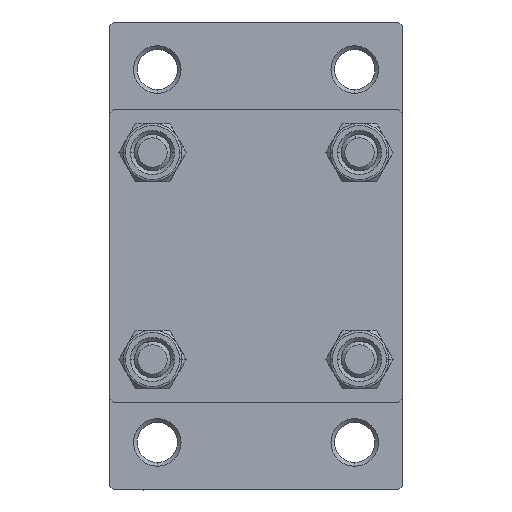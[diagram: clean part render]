
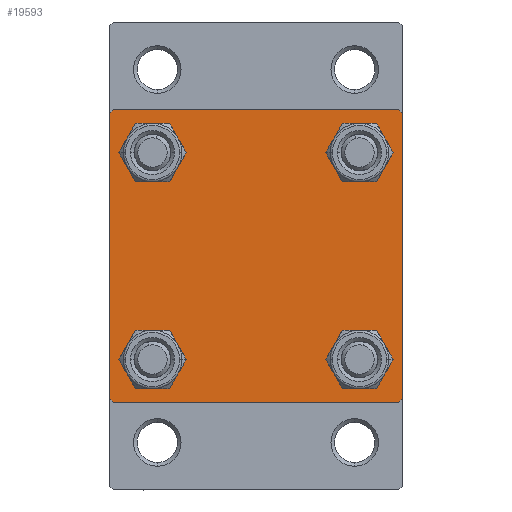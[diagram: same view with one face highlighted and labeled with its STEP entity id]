
A CAD part, left-side view. The second image highlights one B-rep face of the part: STEP entity #19593.
In plain terms, the highlighted planar face has unit normal (-1, 0, 0).
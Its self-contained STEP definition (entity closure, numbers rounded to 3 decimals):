
#964 = CIRCLE ( 'NONE', #4095, 3. ) ;
#1053 = ORIENTED_EDGE ( 'NONE', *, *, #10674, .T. ) ;
#1172 = ORIENTED_EDGE ( 'NONE', *, *, #42072, .T. ) ;
#1257 = AXIS2_PLACEMENT_3D ( 'NONE', #23707, #19069, #23477 ) ;
#1714 = VERTEX_POINT ( 'NONE', #9900 ) ;
#1937 = CARTESIAN_POINT ( 'NONE',  ( 0., 19.5, -20. ) ) ;
#2113 = DIRECTION ( 'NONE',  ( -1., 0., 0. ) ) ;
#2134 = EDGE_CURVE ( 'NONE', #22054, #26276, #34672, .T. ) ;
#2202 = CARTESIAN_POINT ( 'NONE',  ( 0., 14.15, 14.15 ) ) ;
#2397 = LINE ( 'NONE', #5851, #6892 ) ;
#2791 = CARTESIAN_POINT ( 'NONE',  ( 0., 14.15, -14.15 ) ) ;
#2885 = LINE ( 'NONE', #36146, #38938 ) ;
#3694 = CARTESIAN_POINT ( 'NONE',  ( 0., -14.15, 17.15 ) ) ;
#3696 = CIRCLE ( 'NONE', #22558, 3. ) ;
#3835 = DIRECTION ( 'NONE',  ( 1., 0., 0. ) ) ;
#4095 = AXIS2_PLACEMENT_3D ( 'NONE', #5451, #4963, #46120 ) ;
#4429 = CIRCLE ( 'NONE', #29638, 3. ) ;
#4512 = ORIENTED_EDGE ( 'NONE', *, *, #47811, .T. ) ;
#4604 = DIRECTION ( 'NONE',  ( 1., 0., 0. ) ) ;
#4897 = VERTEX_POINT ( 'NONE', #35859 ) ;
#4963 = DIRECTION ( 'NONE',  ( 1., 0., 0. ) ) ;
#5034 = ORIENTED_EDGE ( 'NONE', *, *, #41740, .T. ) ;
#5188 = EDGE_CURVE ( 'NONE', #45388, #1714, #23261, .T. ) ;
#5451 = CARTESIAN_POINT ( 'NONE',  ( 0., -14.15, 14.15 ) ) ;
#5457 = EDGE_CURVE ( 'NONE', #40504, #10085, #39039, .T. ) ;
#5851 = CARTESIAN_POINT ( 'NONE',  ( 0., 20., -20. ) ) ;
#5978 = VECTOR ( 'NONE', #27285, 1000. ) ;
#6055 = FACE_BOUND ( 'NONE', #17093, .T. ) ;
#6892 = VECTOR ( 'NONE', #31956, 1000. ) ;
#7779 = DIRECTION ( 'NONE',  ( 0., 0., 1. ) ) ;
#7786 = DIRECTION ( 'NONE',  ( 0., 0.707, -0.707 ) ) ;
#7806 = EDGE_CURVE ( 'NONE', #4897, #26276, #20644, .T. ) ;
#8137 = CARTESIAN_POINT ( 'NONE',  ( 0., 14.15, -11.15 ) ) ;
#8499 = CARTESIAN_POINT ( 'NONE',  ( 0., -14.15, -14.15 ) ) ;
#8787 = EDGE_CURVE ( 'NONE', #14125, #33520, #11399, .T. ) ;
#9026 = FACE_BOUND ( 'NONE', #35348, .T. ) ;
#9293 = VERTEX_POINT ( 'NONE', #45231 ) ;
#9900 = CARTESIAN_POINT ( 'NONE',  ( 0., 14.15, 17.15 ) ) ;
#10085 = VERTEX_POINT ( 'NONE', #8137 ) ;
#10674 = EDGE_CURVE ( 'NONE', #15116, #39459, #38079, .T. ) ;
#10929 = DIRECTION ( 'NONE',  ( 0., -0.707, -0.707 ) ) ;
#11064 = EDGE_LOOP ( 'NONE', ( #27815, #25299, #11251, #21016, #19070, #4512, #42021, #1053 ) ) ;
#11251 = ORIENTED_EDGE ( 'NONE', *, *, #29431, .T. ) ;
#11399 = LINE ( 'NONE', #33325, #14738 ) ;
#12348 = VECTOR ( 'NONE', #21376, 1000. ) ;
#12715 = DIRECTION ( 'NONE',  ( 0., 0., 1. ) ) ;
#14125 = VERTEX_POINT ( 'NONE', #43150 ) ;
#14447 = LINE ( 'NONE', #29473, #25093 ) ;
#14738 = VECTOR ( 'NONE', #10929, 1000. ) ;
#15116 = VERTEX_POINT ( 'NONE', #43943 ) ;
#15339 = VERTEX_POINT ( 'NONE', #25322 ) ;
#15391 = AXIS2_PLACEMENT_3D ( 'NONE', #2791, #32351, #36800 ) ;
#15974 = DIRECTION ( 'NONE',  ( 0., 0., 1. ) ) ;
#17093 = EDGE_LOOP ( 'NONE', ( #45548, #28204 ) ) ;
#17135 = CARTESIAN_POINT ( 'NONE',  ( 0., 0., 0. ) ) ;
#17840 = AXIS2_PLACEMENT_3D ( 'NONE', #8499, #39514, #31126 ) ;
#18084 = ORIENTED_EDGE ( 'NONE', *, *, #46835, .T. ) ;
#18558 = EDGE_CURVE ( 'NONE', #15116, #22304, #31486, .T. ) ;
#18959 = DIRECTION ( 'NONE',  ( 1., 0., 0. ) ) ;
#19069 = DIRECTION ( 'NONE',  ( 1., 0., 0. ) ) ;
#19070 = ORIENTED_EDGE ( 'NONE', *, *, #2134, .F. ) ;
#19121 = CARTESIAN_POINT ( 'NONE',  ( 0., -20., -19.5 ) ) ;
#19130 = EDGE_LOOP ( 'NONE', ( #22484, #5034 ) ) ;
#19593 = ADVANCED_FACE ( 'NONE', ( #43024, #35601, #6055, #9026, #43748 ), #35366, .T. ) ;
#20142 = CARTESIAN_POINT ( 'NONE',  ( 0., 20., 20. ) ) ;
#20173 = EDGE_CURVE ( 'NONE', #31267, #9293, #964, .T. ) ;
#20394 = DIRECTION ( 'NONE',  ( 0., -1., 0. ) ) ;
#20566 = VECTOR ( 'NONE', #20394, 1000. ) ;
#20644 = LINE ( 'NONE', #35671, #12348 ) ;
#20932 = CARTESIAN_POINT ( 'NONE',  ( 0., 14.15, -17.15 ) ) ;
#21016 = ORIENTED_EDGE ( 'NONE', *, *, #7806, .T. ) ;
#21376 = DIRECTION ( 'NONE',  ( 0., -0.707, 0.707 ) ) ;
#22054 = VERTEX_POINT ( 'NONE', #38288 ) ;
#22304 = VERTEX_POINT ( 'NONE', #33298 ) ;
#22484 = ORIENTED_EDGE ( 'NONE', *, *, #20173, .T. ) ;
#22558 = AXIS2_PLACEMENT_3D ( 'NONE', #29980, #4604, #41328 ) ;
#23261 = CIRCLE ( 'NONE', #42946, 3. ) ;
#23477 = DIRECTION ( 'NONE',  ( 0., 0., 1. ) ) ;
#23707 = CARTESIAN_POINT ( 'NONE',  ( 0., 14.15, -14.15 ) ) ;
#25064 = AXIS2_PLACEMENT_3D ( 'NONE', #2202, #39169, #32484 ) ;
#25093 = VECTOR ( 'NONE', #25526, 1000. ) ;
#25299 = ORIENTED_EDGE ( 'NONE', *, *, #8787, .T. ) ;
#25322 = CARTESIAN_POINT ( 'NONE',  ( 0., -14.15, -17.15 ) ) ;
#25526 = DIRECTION ( 'NONE',  ( 0., 0.707, 0.707 ) ) ;
#26198 = EDGE_CURVE ( 'NONE', #39459, #14125, #2885, .T. ) ;
#26276 = VERTEX_POINT ( 'NONE', #19121 ) ;
#26495 = ORIENTED_EDGE ( 'NONE', *, *, #27571, .T. ) ;
#27285 = DIRECTION ( 'NONE',  ( 0., 0., -1. ) ) ;
#27571 = EDGE_CURVE ( 'NONE', #15339, #36163, #32772, .T. ) ;
#27815 = ORIENTED_EDGE ( 'NONE', *, *, #26198, .T. ) ;
#28204 = ORIENTED_EDGE ( 'NONE', *, *, #5457, .T. ) ;
#29431 = EDGE_CURVE ( 'NONE', #33520, #4897, #2397, .T. ) ;
#29473 = CARTESIAN_POINT ( 'NONE',  ( 0., -19.75, 19.75 ) ) ;
#29638 = AXIS2_PLACEMENT_3D ( 'NONE', #34695, #18959, #15974 ) ;
#29980 = CARTESIAN_POINT ( 'NONE',  ( 0., -14.15, -14.15 ) ) ;
#30414 = CARTESIAN_POINT ( 'NONE',  ( 0., 14.15, 14.15 ) ) ;
#31126 = DIRECTION ( 'NONE',  ( 0., 0., 1. ) ) ;
#31267 = VERTEX_POINT ( 'NONE', #3694 ) ;
#31486 = LINE ( 'NONE', #20142, #20566 ) ;
#31956 = DIRECTION ( 'NONE',  ( 0., -1., 0. ) ) ;
#32351 = DIRECTION ( 'NONE',  ( 1., 0., 0. ) ) ;
#32484 = DIRECTION ( 'NONE',  ( 0., 0., 1. ) ) ;
#32772 = CIRCLE ( 'NONE', #17840, 3. ) ;
#33011 = CARTESIAN_POINT ( 'NONE',  ( 0., -14.15, -11.15 ) ) ;
#33298 = CARTESIAN_POINT ( 'NONE',  ( 0., -19.5, 20. ) ) ;
#33325 = CARTESIAN_POINT ( 'NONE',  ( 0., 19.75, -19.75 ) ) ;
#33520 = VERTEX_POINT ( 'NONE', #1937 ) ;
#34672 = LINE ( 'NONE', #42339, #5978 ) ;
#34688 = CARTESIAN_POINT ( 'NONE',  ( 0., 20., 19.5 ) ) ;
#34695 = CARTESIAN_POINT ( 'NONE',  ( 0., -14.15, 14.15 ) ) ;
#35348 = EDGE_LOOP ( 'NONE', ( #18084, #42571 ) ) ;
#35366 = PLANE ( 'NONE',  #40254 ) ;
#35601 = FACE_BOUND ( 'NONE', #38391, .T. ) ;
#35671 = CARTESIAN_POINT ( 'NONE',  ( 0., -19.75, -19.75 ) ) ;
#35859 = CARTESIAN_POINT ( 'NONE',  ( 0., -19.5, -20. ) ) ;
#36146 = CARTESIAN_POINT ( 'NONE',  ( 0., 20., 20. ) ) ;
#36163 = VERTEX_POINT ( 'NONE', #33011 ) ;
#36800 = DIRECTION ( 'NONE',  ( 0., 0., 1. ) ) ;
#36884 = DIRECTION ( 'NONE',  ( 0., 0., -1. ) ) ;
#38079 = LINE ( 'NONE', #38323, #45533 ) ;
#38288 = CARTESIAN_POINT ( 'NONE',  ( 0., -20., 19.5 ) ) ;
#38323 = CARTESIAN_POINT ( 'NONE',  ( 0., 19.75, 19.75 ) ) ;
#38391 = EDGE_LOOP ( 'NONE', ( #1172, #26495 ) ) ;
#38938 = VECTOR ( 'NONE', #36884, 1000. ) ;
#39039 = CIRCLE ( 'NONE', #15391, 3. ) ;
#39169 = DIRECTION ( 'NONE',  ( 1., 0., 0. ) ) ;
#39459 = VERTEX_POINT ( 'NONE', #34688 ) ;
#39514 = DIRECTION ( 'NONE',  ( 1., 0., 0. ) ) ;
#39955 = EDGE_CURVE ( 'NONE', #10085, #40504, #45346, .T. ) ;
#40254 = AXIS2_PLACEMENT_3D ( 'NONE', #17135, #2113, #12715 ) ;
#40504 = VERTEX_POINT ( 'NONE', #20932 ) ;
#41328 = DIRECTION ( 'NONE',  ( 0., 0., 1. ) ) ;
#41718 = CARTESIAN_POINT ( 'NONE',  ( 0., 14.15, 11.15 ) ) ;
#41740 = EDGE_CURVE ( 'NONE', #9293, #31267, #4429, .T. ) ;
#42021 = ORIENTED_EDGE ( 'NONE', *, *, #18558, .F. ) ;
#42072 = EDGE_CURVE ( 'NONE', #36163, #15339, #3696, .T. ) ;
#42339 = CARTESIAN_POINT ( 'NONE',  ( 0., -20., 20. ) ) ;
#42571 = ORIENTED_EDGE ( 'NONE', *, *, #5188, .T. ) ;
#42946 = AXIS2_PLACEMENT_3D ( 'NONE', #30414, #3835, #7779 ) ;
#43024 = FACE_BOUND ( 'NONE', #19130, .T. ) ;
#43150 = CARTESIAN_POINT ( 'NONE',  ( 0., 20., -19.5 ) ) ;
#43748 = FACE_OUTER_BOUND ( 'NONE', #11064, .T. ) ;
#43943 = CARTESIAN_POINT ( 'NONE',  ( 0., 19.5, 20. ) ) ;
#45231 = CARTESIAN_POINT ( 'NONE',  ( 0., -14.15, 11.15 ) ) ;
#45346 = CIRCLE ( 'NONE', #1257, 3. ) ;
#45388 = VERTEX_POINT ( 'NONE', #41718 ) ;
#45533 = VECTOR ( 'NONE', #7786, 1000. ) ;
#45548 = ORIENTED_EDGE ( 'NONE', *, *, #39955, .T. ) ;
#46120 = DIRECTION ( 'NONE',  ( 0., 0., 1. ) ) ;
#46326 = CIRCLE ( 'NONE', #25064, 3. ) ;
#46835 = EDGE_CURVE ( 'NONE', #1714, #45388, #46326, .T. ) ;
#47811 = EDGE_CURVE ( 'NONE', #22054, #22304, #14447, .T. ) ;
